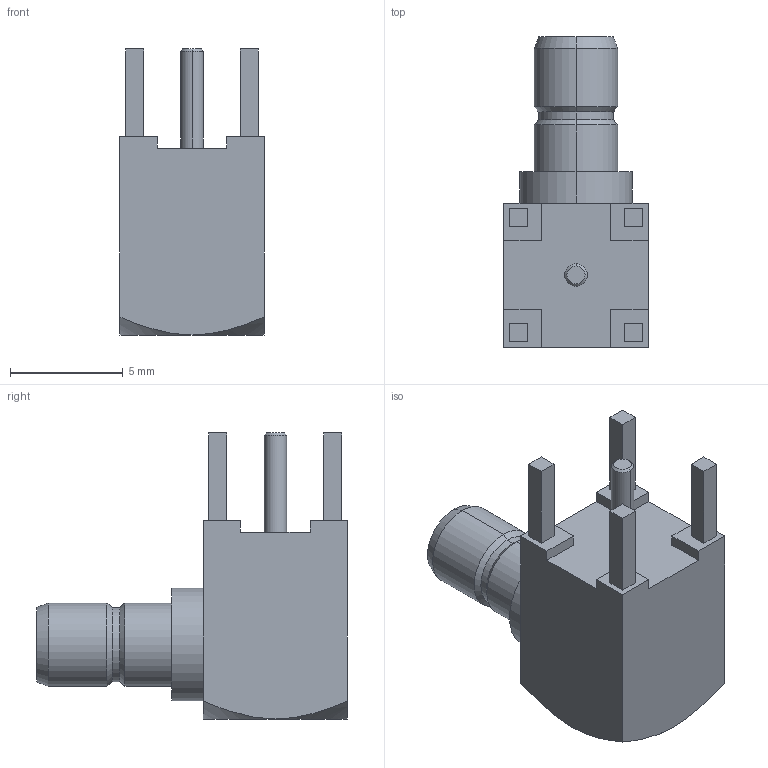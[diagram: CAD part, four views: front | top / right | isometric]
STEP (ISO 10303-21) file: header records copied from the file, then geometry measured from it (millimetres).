
FILE_DESCRIPTION((''),'2;1');
FILE_NAME('PRT0001','2021-09-03T',('Administrator'),(''),'PRO/ENGINEER BY PARAMETRIC TECHNOLOGY CORPORATION, 2012090','PRO/ENGINEER BY PARAMETRIC TECHNOLOGY CORPORATION, 2012090','');
FILE_SCHEMA(('CONFIG_CONTROL_DESIGN'));
Length unit declared in the file: millimetre
Products named in the file (1): PRT0001
Bounding box: 6.4 x 13.8 x 12.7 mm (x, y, z)
Volume: 434.4 mm3; surface area: 483.9 mm2
Topology: 1 solids, 1 shells, 74 faces, 168 edges, 106 vertices
Faces by surface type: plane 44, cylinder 16, cone 14
Entity records: 2138 total; most frequent: CARTESIAN_POINT 414, DIRECTION 350, ORIENTED_EDGE 336, EDGE_CURVE 168, VECTOR 118, LINE 118, AXIS2_PLACEMENT_3D 116, VERTEX_POINT 106
